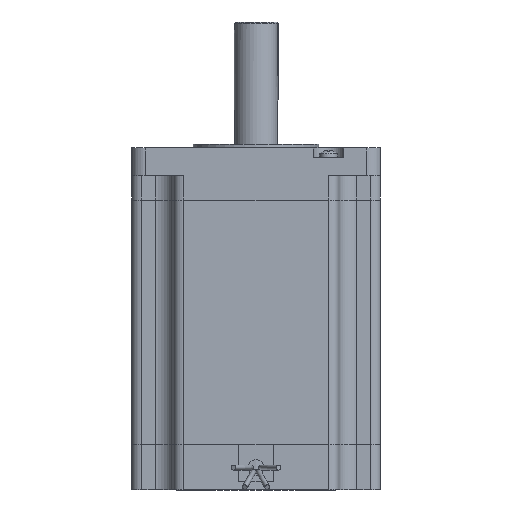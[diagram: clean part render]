
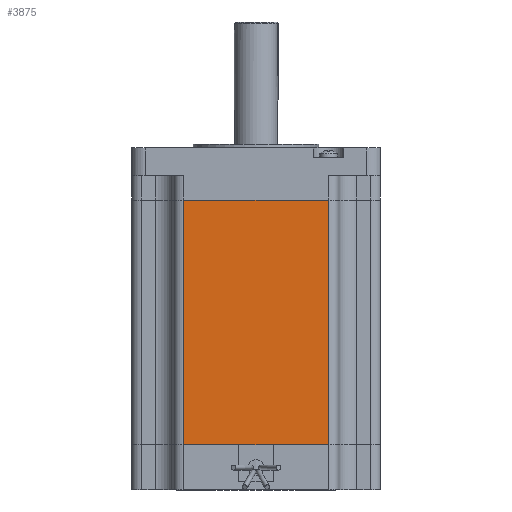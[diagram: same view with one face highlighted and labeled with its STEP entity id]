
A CAD part, front view. The second image highlights one B-rep face of the part: STEP entity #3875.
In plain terms, the highlighted planar face has unit normal (0, -1, 0).
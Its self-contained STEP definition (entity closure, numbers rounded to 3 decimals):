
#3875 = ADVANCED_FACE ( 'NONE', ( #17495 ), #17284, .T. ) ;
#4265 = VERTEX_POINT ( 'NONE', #5540 ) ;
#4286 = VERTEX_POINT ( 'NONE', #5561 ) ;
#4292 = VERTEX_POINT ( 'NONE', #5567 ) ;
#4326 = VERTEX_POINT ( 'NONE', #5601 ) ;
#5540 = CARTESIAN_POINT ( 'NONE',  ( 32., -54.85, -23. ) ) ;
#5561 = CARTESIAN_POINT ( 'NONE',  ( 32., -54.85, -131. ) ) ;
#5567 = CARTESIAN_POINT ( 'NONE',  ( -32., -54.85, -131. ) ) ;
#5601 = CARTESIAN_POINT ( 'NONE',  ( -32., -54.85, -23. ) ) ;
#9852 = CARTESIAN_POINT ( 'NONE',  ( -32., -54.85, -131. ) ) ;
#9856 = CARTESIAN_POINT ( 'NONE',  ( -32., -54.85, -131. ) ) ;
#9857 = DIRECTION ( 'NONE',  ( 0., 0., 1. ) ) ;
#9865 = DIRECTION ( 'NONE',  ( 1., 0., 0. ) ) ;
#9975 = CARTESIAN_POINT ( 'NONE',  ( -32., -54.85, -23. ) ) ;
#9978 = DIRECTION ( 'NONE',  ( 1., 0., 0. ) ) ;
#10192 = CARTESIAN_POINT ( 'NONE',  ( 32., -54.85, -131. ) ) ;
#10234 = DIRECTION ( 'NONE',  ( 0., 0., 1. ) ) ;
#13781 = ORIENTED_EDGE ( 'NONE', *, *, #16874, .T. ) ;
#13785 = EDGE_LOOP ( 'NONE', ( #13831, #13829, #13824, #13781 ) ) ;
#13824 = ORIENTED_EDGE ( 'NONE', *, *, #16807, .T. ) ;
#13829 = ORIENTED_EDGE ( 'NONE', *, *, #16805, .F. ) ;
#13831 = ORIENTED_EDGE ( 'NONE', *, *, #16828, .F. ) ;
#16379 = LINE ( 'NONE', #9856, #16382 ) ;
#16382 = VECTOR ( 'NONE', #9857, 1000. ) ;
#16384 = LINE ( 'NONE', #9852, #16386 ) ;
#16386 = VECTOR ( 'NONE', #9865, 1000. ) ;
#16417 = LINE ( 'NONE', #9975, #16420 ) ;
#16420 = VECTOR ( 'NONE', #9978, 1000. ) ;
#16491 = LINE ( 'NONE', #10192, #16493 ) ;
#16493 = VECTOR ( 'NONE', #10234, 1000. ) ;
#16805 = EDGE_CURVE ( 'NONE', #4292, #4326, #16379, .T. ) ;
#16807 = EDGE_CURVE ( 'NONE', #4292, #4286, #16384, .T. ) ;
#16828 = EDGE_CURVE ( 'NONE', #4326, #4265, #16417, .T. ) ;
#16874 = EDGE_CURVE ( 'NONE', #4286, #4265, #16491, .T. ) ;
#17284 = PLANE ( 'NONE',  #19656 ) ;
#17292 = CARTESIAN_POINT ( 'NONE',  ( -32., -54.85, -131. ) ) ;
#17293 = DIRECTION ( 'NONE',  ( 0., -1., 0. ) ) ;
#17294 = DIRECTION ( 'NONE',  ( 0., 0., -1. ) ) ;
#17495 = FACE_OUTER_BOUND ( 'NONE', #13785, .T. ) ;
#19656 = AXIS2_PLACEMENT_3D ( 'NONE', #17292, #17293, #17294 ) ;
